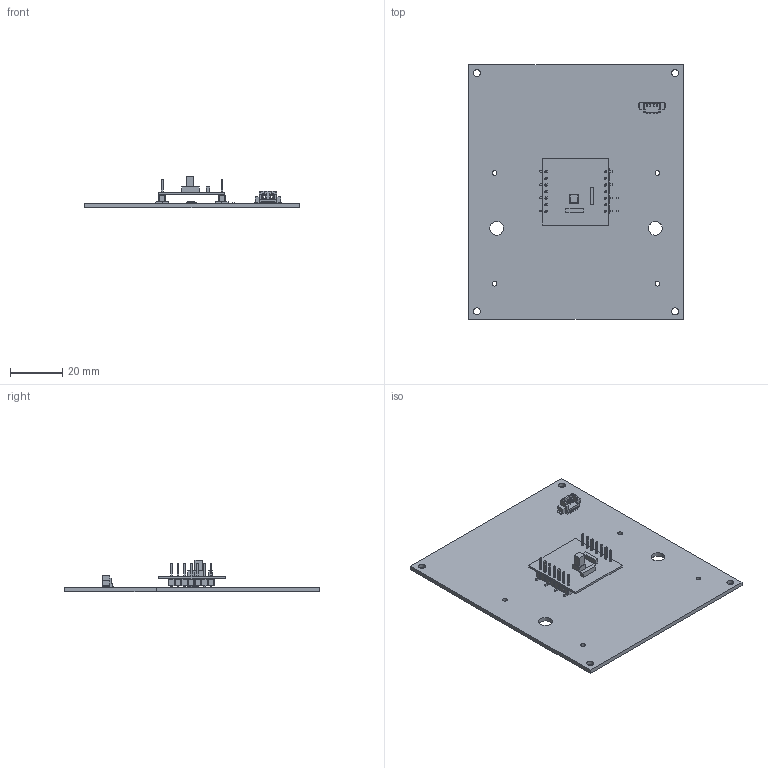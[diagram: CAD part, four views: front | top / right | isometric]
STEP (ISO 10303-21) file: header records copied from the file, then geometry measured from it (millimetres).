
FILE_DESCRIPTION(('KiCad electronic assembly'),'2;1');
FILE_NAME('Panel A E S3.step','2021-08-23T15:47:57',('An Author'),( 'A Company'),'Open CASCADE STEP processor 6.9', 'KiCad to STEP converter','Unknown');
FILE_SCHEMA(('AUTOMOTIVE_DESIGN { 1 0 10303 214 1 1 1 1 }'));
Length unit declared in the file: millimetre
Products named in the file (14): Open CASCADE STEP translator 6.9 1; PinHeader_1x07_P2.54mm_Vertical_SMD_Pin1Left; SOLID; RM3100; PinHeader_1x07_P2.54mm_Vertical_SMD_Pin1Right; Molex_PicoBlade_53398-0471_1x04-1MP_P1.25mm_Vertical; MSOP-8_3x3mm_P0.65mm; R_0402_1005Metric; COMPOUND
Assembly tree (14 placements, depth 3):
  Open CASCADE STEP translator 6.9 1
    PinHeader_1x07_P2.54mm_Vertical_SMD_Pin1Left
      SOLID
    RM3100
      SOLID
    PinHeader_1x07_P2.54mm_Vertical_SMD_Pin1Right
      SOLID
    Molex_PicoBlade_53398-0471_1x04-1MP_P1.25mm_Vertical
      SOLID
    MSOP-8_3x3mm_P0.65mm
      SOLID
    R_0402_1005Metric  x2
      SOLID
    COMPOUND
Bounding box: 82.6 x 97.96 x 12.25 mm (x, y, z)
Volume: 13784.9 mm3; surface area: 19275.3 mm2
Topology: 8 solids, 8 shells, 845 faces, 2176 edges, 1388 vertices
Faces by surface type: plane 704, cylinder 109, bspline 32
Full cylindrical faces by diameter (mm): 0.5 x1, 1.8 x4, 2.7 x4, 5.3 x2
Entity records: 57714 total; most frequent: CARTESIAN_POINT 9472, DIRECTION 7939, LINE 5814, VECTOR 5814, ORIENTED_EDGE 4216, PCURVE 4216, DEFINITIONAL_REPRESENTATION 4216, EDGE_CURVE 2108
